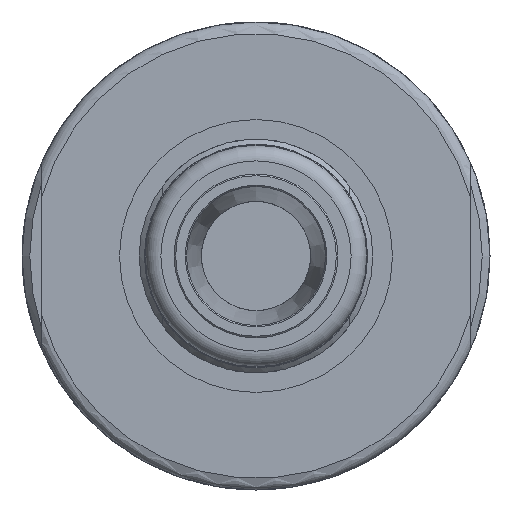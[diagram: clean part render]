
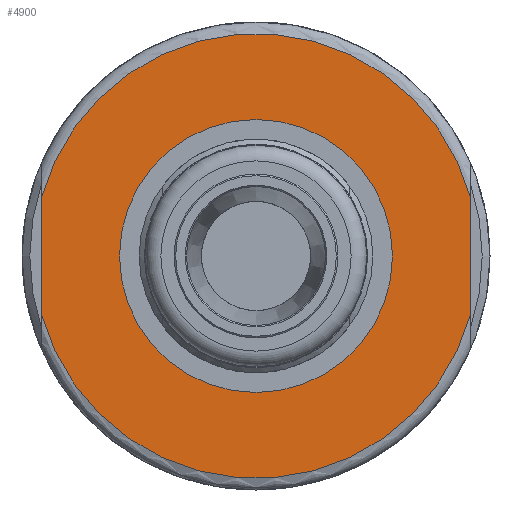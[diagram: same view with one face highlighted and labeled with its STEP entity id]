
A CAD part, left-side view. The second image highlights one B-rep face of the part: STEP entity #4900.
In plain terms, the highlighted planar face has unit normal (-1, 0, 0).
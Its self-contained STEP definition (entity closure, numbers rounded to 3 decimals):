
#152=LINE('',#8171,#448);
#156=LINE('',#8220,#452);
#448=VECTOR('',#5995,14.967);
#452=VECTOR('',#6005,14.967);
#824=PLANE('',#5318);
#1000=FACE_BOUND('',#1551,.T.);
#1001=FACE_BOUND('',#1552,.T.);
#1551=EDGE_LOOP('',(#3467));
#1552=EDGE_LOOP('',(#3468,#3469,#3470,#3471));
#2018=CIRCLE('',#5319,17.5);
#2019=CIRCLE('',#5320,28.5);
#2020=CIRCLE('',#5321,28.5);
#2266=VERTEX_POINT('',#8155);
#2267=VERTEX_POINT('',#8170);
#2274=VERTEX_POINT('',#8204);
#2275=VERTEX_POINT('',#8219);
#2277=VERTEX_POINT('',#8250);
#2738=EDGE_CURVE('',#2267,#2266,#152,.T.);
#2747=EDGE_CURVE('',#2275,#2274,#156,.T.);
#2757=EDGE_CURVE('',#2277,#2277,#2018,.T.);
#2758=EDGE_CURVE('',#2275,#2266,#2019,.T.);
#2759=EDGE_CURVE('',#2267,#2274,#2020,.T.);
#3467=ORIENTED_EDGE('',*,*,#2757,.T.);
#3468=ORIENTED_EDGE('',*,*,#2738,.T.);
#3469=ORIENTED_EDGE('',*,*,#2758,.F.);
#3470=ORIENTED_EDGE('',*,*,#2747,.T.);
#3471=ORIENTED_EDGE('',*,*,#2759,.F.);
#4900=ADVANCED_FACE('',(#1000,#1001),#824,.T.);
#5318=AXIS2_PLACEMENT_3D('',#8249,#6031,#6032);
#5319=AXIS2_PLACEMENT_3D('',#8251,#6033,#6034);
#5320=AXIS2_PLACEMENT_3D('',#8252,#6035,#6036);
#5321=AXIS2_PLACEMENT_3D('',#8253,#6037,#6038);
#5995=DIRECTION('',(0.,0.,-1.));
#6005=DIRECTION('',(0.,0.,1.));
#6031=DIRECTION('center_axis',(-1.,0.,0.));
#6032=DIRECTION('ref_axis',(0.,1.,0.));
#6033=DIRECTION('center_axis',(1.,0.,0.));
#6034=DIRECTION('ref_axis',(0.,0.,
-1.));
#6035=DIRECTION('center_axis',(1.,0.,0.));
#6036=DIRECTION('ref_axis',(0.,0.,
-1.));
#6037=DIRECTION('center_axis',(1.,0.,0.));
#6038=DIRECTION('ref_axis',(0.,0.,
-1.));
#8155=CARTESIAN_POINT('',(-164.,27.5,-7.483));
#8170=CARTESIAN_POINT('',(-164.,27.5,7.483));
#8171=CARTESIAN_POINT('',(-164.,27.5,-24.063));
#8204=CARTESIAN_POINT('',(-164.,-27.5,7.483));
#8219=CARTESIAN_POINT('',(-164.,-27.5,-7.483));
#8220=CARTESIAN_POINT('',(-164.,-27.5,1.553));
#8249=CARTESIAN_POINT('Origin',(-164.,0.,-23.));
#8250=CARTESIAN_POINT('',(-164.,0.,-17.5));
#8251=CARTESIAN_POINT('Origin',(-164.,0.,0.));
#8252=CARTESIAN_POINT('Origin',(-164.,0.,0.));
#8253=CARTESIAN_POINT('Origin',(-164.,0.,0.));
